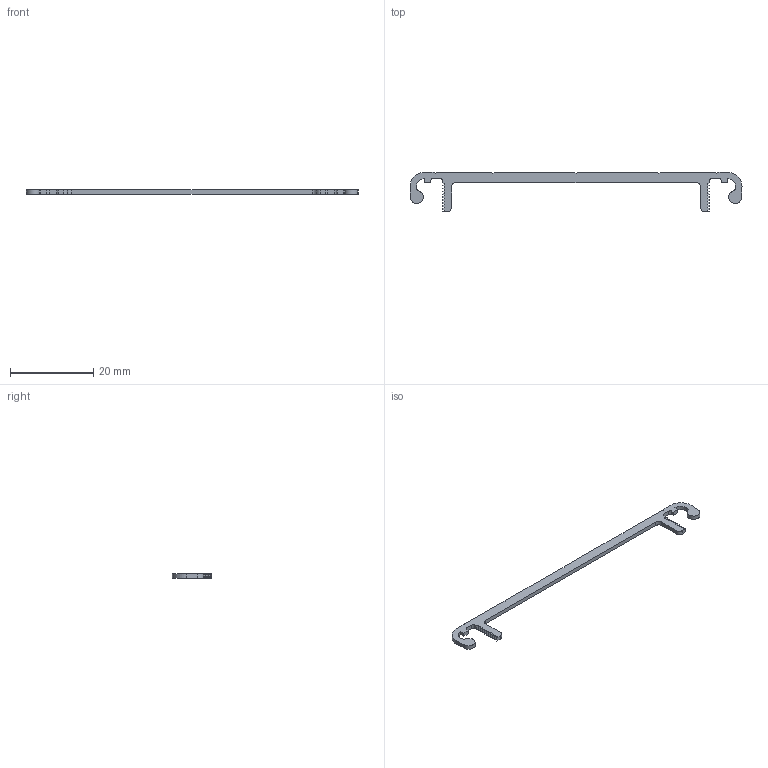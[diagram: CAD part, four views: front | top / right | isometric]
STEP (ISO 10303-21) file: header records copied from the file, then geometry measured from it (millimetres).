
FILE_DESCRIPTION((''),'2;1');
FILE_NAME('220049-3d.stp','2010-09-14T20:53:35',('kantoor'),(''),'Autodesk Inventor 2011','Autodesk Inventor 2011','');
FILE_SCHEMA(('AUTOMOTIVE_DESIGN { 1 0 10303 214 1 1 1 1 }'));
Length unit declared in the file: millimetre
Products named in the file (1): 220049-001
Bounding box: 80 x 9.5 x 1 mm (x, y, z)
Volume: 236.8 mm3; surface area: 701 mm2
Topology: 1 solids, 1 shells, 137 faces, 405 edges, 270 vertices
Faces by surface type: plane 79, cylinder 58
Entity records: 4621 total; most frequent: CARTESIAN_POINT 813, ORIENTED_EDGE 810, DIRECTION 797, EDGE_CURVE 405, VECTOR 289, LINE 289, VERTEX_POINT 270, AXIS2_PLACEMENT_3D 254
